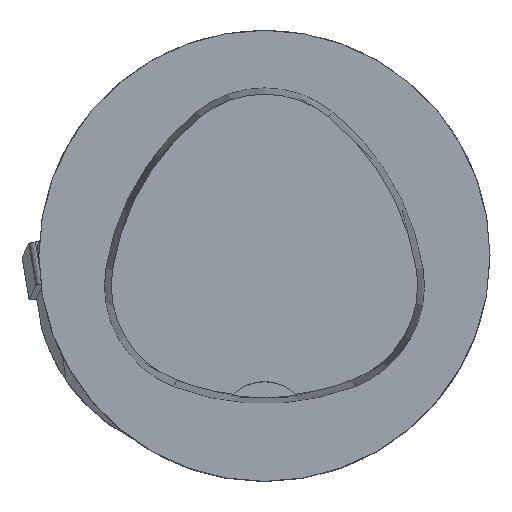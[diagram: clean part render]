
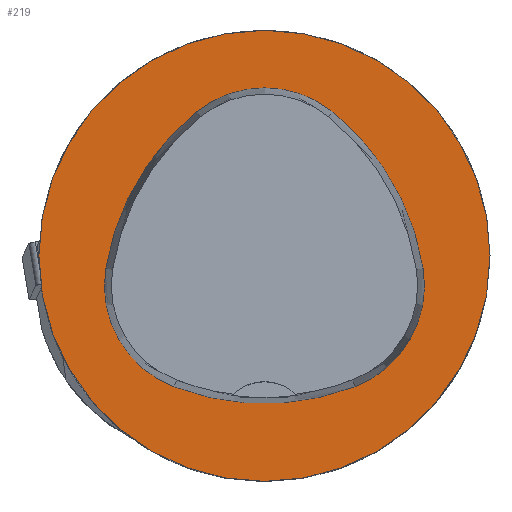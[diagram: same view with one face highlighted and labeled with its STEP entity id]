
A CAD part, top view. The second image highlights one B-rep face of the part: STEP entity #219.
In plain terms, the highlighted planar face has unit normal (0, 0, 1).
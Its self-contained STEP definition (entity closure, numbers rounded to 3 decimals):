
#219=ADVANCED_FACE('',(#427,#428),#261,.T.);
#261=PLANE('',#1214);
#427=FACE_BOUND('',#476,.T.);
#428=FACE_BOUND('',#477,.T.);
#476=EDGE_LOOP('',(#688,#689,#690,#691,#692,#693));
#477=EDGE_LOOP('',(#694));
#688=ORIENTED_EDGE('',*,*,#991,.T.);
#689=ORIENTED_EDGE('',*,*,#971,.T.);
#690=ORIENTED_EDGE('',*,*,#975,.T.);
#691=ORIENTED_EDGE('',*,*,#978,.T.);
#692=ORIENTED_EDGE('',*,*,#981,.T.);
#693=ORIENTED_EDGE('',*,*,#989,.T.);
#694=ORIENTED_EDGE('',*,*,#962,.F.);
#848=VERTEX_POINT('',#1864);
#857=VERTEX_POINT('',#1883);
#858=VERTEX_POINT('',#1884);
#861=VERTEX_POINT('',#1892);
#863=VERTEX_POINT('',#1898);
#865=VERTEX_POINT('',#1904);
#872=VERTEX_POINT('',#1925);
#962=EDGE_CURVE('',#848,#848,#1032,.T.);
#971=EDGE_CURVE('',#857,#858,#1033,.T.);
#975=EDGE_CURVE('',#858,#861,#1035,.T.);
#978=EDGE_CURVE('',#861,#863,#1037,.T.);
#981=EDGE_CURVE('',#863,#865,#1039,.T.);
#989=EDGE_CURVE('',#865,#872,#1043,.T.);
#991=EDGE_CURVE('',#872,#857,#1045,.T.);
#1032=CIRCLE('',#1186,25.);
#1033=CIRCLE('',#1192,28.);
#1035=CIRCLE('',#1195,12.);
#1037=CIRCLE('',#1198,28.);
#1039=CIRCLE('',#1201,12.);
#1043=CIRCLE('',#1206,28.);
#1045=CIRCLE('',#1209,12.);
#1186=AXIS2_PLACEMENT_3D('',#1863,#1413,#1414);
#1192=AXIS2_PLACEMENT_3D('',#1882,#1429,#1430);
#1195=AXIS2_PLACEMENT_3D('',#1891,#1437,#1438);
#1198=AXIS2_PLACEMENT_3D('',#1897,#1444,#1445);
#1201=AXIS2_PLACEMENT_3D('',#1903,#1451,#1452);
#1206=AXIS2_PLACEMENT_3D('',#1926,#1463,#1464);
#1209=AXIS2_PLACEMENT_3D('',#1929,#1469,#1470);
#1214=AXIS2_PLACEMENT_3D('',#1934,#1479,#1480);
#1413=DIRECTION('',(0.,0.,-1.));
#1414=DIRECTION('',(-1.,0.,0.));
#1429=DIRECTION('',(0.,0.,-1.));
#1430=DIRECTION('',(-1.,0.,0.));
#1437=DIRECTION('',(0.,0.,-1.));
#1438=DIRECTION('',(-1.,0.,0.));
#1444=DIRECTION('',(0.,0.,-1.));
#1445=DIRECTION('',(-1.,0.,0.));
#1451=DIRECTION('',(0.,0.,-1.));
#1452=DIRECTION('',(-1.,0.,0.));
#1463=DIRECTION('',(0.,0.,-1.));
#1464=DIRECTION('',(-1.,0.,0.));
#1469=DIRECTION('',(0.,0.,-1.));
#1470=DIRECTION('',(-1.,0.,0.));
#1479=DIRECTION('',(0.,0.,1.));
#1480=DIRECTION('',(1.,0.,0.));
#1863=CARTESIAN_POINT('',(0.,0.,
0.));
#1864=CARTESIAN_POINT('',(-25.,0.,0.));
#1882=CARTESIAN_POINT('',(10.068,-5.824,0.));
#1883=CARTESIAN_POINT('',(-17.584,-1.424,0.));
#1884=CARTESIAN_POINT('',(-7.531,15.953,0.));
#1891=CARTESIAN_POINT('',(0.011,6.62,0.));
#1892=CARTESIAN_POINT('',(7.567,15.942,0.));
#1897=CARTESIAN_POINT('',(-10.063,-5.81,0.));
#1898=CARTESIAN_POINT('',(17.59,-1.418,0.));
#1903=CARTESIAN_POINT('',(5.739,-3.3,0.));
#1904=CARTESIAN_POINT('',(10.05,-14.499,0.));
#1925=CARTESIAN_POINT('',(-10.025,-14.516,0.));
#1926=CARTESIAN_POINT('',(-0.01,11.631,0.));
#1929=CARTESIAN_POINT('',(-5.733,-3.31,0.));
#1934=CARTESIAN_POINT('',(0.,0.,
0.));
